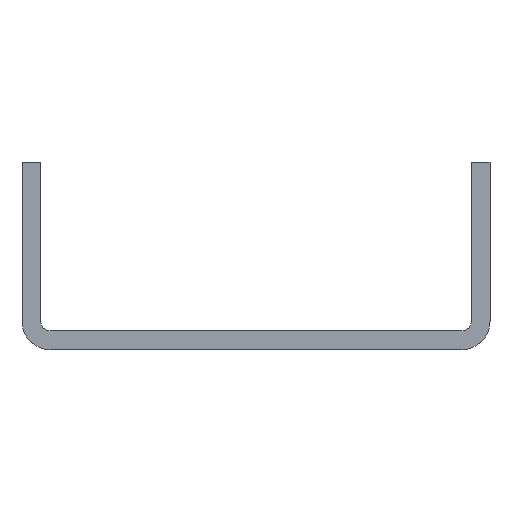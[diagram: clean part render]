
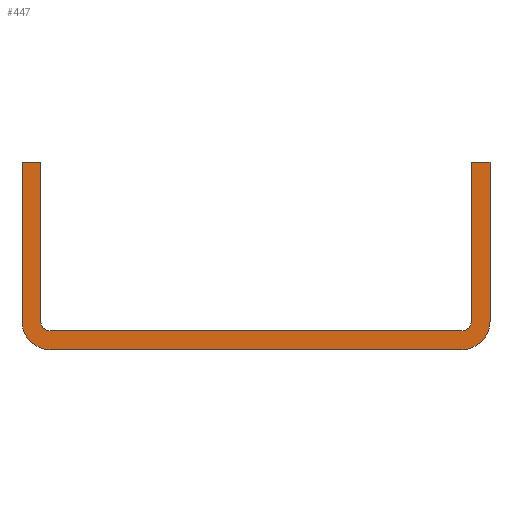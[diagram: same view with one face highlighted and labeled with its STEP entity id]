
A CAD part, front view. The second image highlights one B-rep face of the part: STEP entity #447.
In plain terms, the highlighted planar face has unit normal (0, -1, 0).
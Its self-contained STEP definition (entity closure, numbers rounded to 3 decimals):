
#34=CARTESIAN_POINT('',(25.,-800.,3.));
#35=VERTEX_POINT('',#34);
#50=CARTESIAN_POINT('',(25.,-800.,20.));
#51=VERTEX_POINT('',#50);
#58=CARTESIAN_POINT('',(25.,-800.,-150.));
#59=DIRECTION('',(-0.,0.,1.));
#60=VECTOR('',#59,170.);
#61=LINE('',#58,#60);
#62=EDGE_CURVE('',#35,#51,#61,.T.);
#81=CARTESIAN_POINT('',(23.,-800.,20.));
#82=VERTEX_POINT('',#81);
#89=CARTESIAN_POINT('',(23.,-800.,20.));
#90=DIRECTION('',(1.,0.,0.));
#91=VECTOR('',#90,20.);
#92=LINE('',#89,#91);
#93=EDGE_CURVE('',#82,#51,#92,.T.);
#103=CARTESIAN_POINT('',(23.,-800.,3.));
#104=VERTEX_POINT('',#103);
#113=CARTESIAN_POINT('',(23.,-800.,20.));
#114=DIRECTION('',(0.,0.,-1.));
#115=VECTOR('',#114,170.);
#116=LINE('',#113,#115);
#117=EDGE_CURVE('',#82,#104,#116,.T.);
#134=CARTESIAN_POINT('',(22.,-800.,2.));
#135=VERTEX_POINT('',#134);
#136=CARTESIAN_POINT('',(22.,-800.,3.));
#137=DIRECTION('',(0.,1.,0.));
#138=DIRECTION('',(-0.769,0.,-0.64));
#139=AXIS2_PLACEMENT_3D('',#136,#137,#138);
#140=ELLIPSE('',#139,1.,1.);
#141=EDGE_CURVE('',#104,#135,#140,.T.);
#177=CARTESIAN_POINT('',(22.,-800.,0.));
#178=VERTEX_POINT('',#177);
#179=CARTESIAN_POINT('',(22.,-800.,3.));
#180=DIRECTION('',(0.,-1.,0.));
#181=DIRECTION('',(0.,0.,-1.));
#182=AXIS2_PLACEMENT_3D('',#179,#180,#181);
#183=CIRCLE('',#182,3.);
#184=EDGE_CURVE('',#178,#35,#183,.T.);
#361=CARTESIAN_POINT('',(-22.,-800.,0.));
#362=VERTEX_POINT('',#361);
#363=CARTESIAN_POINT('',(5.,-800.,0.));
#364=DIRECTION('',(1.,0.,-0.));
#365=VECTOR('',#364,440.);
#366=LINE('',#363,#365);
#367=EDGE_CURVE('',#362,#178,#366,.T.);
#386=CARTESIAN_POINT('',(0.,-800.,0.));
#387=DIRECTION('',(0.,-1.,0.));
#388=DIRECTION('',(1.,0.,0.));
#389=AXIS2_PLACEMENT_3D('',#386,#387,#388);
#390=PLANE('',#389);
#391=ORIENTED_EDGE('',*,*,#367,.T.);
#392=ORIENTED_EDGE('',*,*,#184,.T.);
#393=ORIENTED_EDGE('',*,*,#62,.T.);
#394=ORIENTED_EDGE('',*,*,#93,.F.);
#395=ORIENTED_EDGE('',*,*,#117,.T.);
#396=ORIENTED_EDGE('',*,*,#141,.T.);
#397=CARTESIAN_POINT('',(-22.,-800.,2.));
#398=VERTEX_POINT('',#397);
#399=CARTESIAN_POINT('',(445.,-800.,2.));
#400=DIRECTION('',(-1.,0.,0.));
#401=VECTOR('',#400,440.);
#402=LINE('',#399,#401);
#403=EDGE_CURVE('',#135,#398,#402,.T.);
#404=ORIENTED_EDGE('',*,*,#403,.T.);
#405=CARTESIAN_POINT('',(-23.,-800.,3.));
#406=VERTEX_POINT('',#405);
#407=CARTESIAN_POINT('',(-22.,-800.,3.));
#408=DIRECTION('',(0.,1.,0.));
#409=DIRECTION('',(-0.763,0.,-0.646));
#410=AXIS2_PLACEMENT_3D('',#407,#408,#409);
#411=ELLIPSE('',#410,1.,1.);
#412=EDGE_CURVE('',#398,#406,#411,.T.);
#413=ORIENTED_EDGE('',*,*,#412,.T.);
#414=CARTESIAN_POINT('',(-23.,-800.,20.));
#415=VERTEX_POINT('',#414);
#416=CARTESIAN_POINT('',(-23.,-800.,14.734));
#417=DIRECTION('',(0.,0.,1.));
#418=VECTOR('',#417,170.);
#419=LINE('',#416,#418);
#420=EDGE_CURVE('',#406,#415,#419,.T.);
#421=ORIENTED_EDGE('',*,*,#420,.T.);
#422=CARTESIAN_POINT('',(-25.,-800.,20.));
#423=VERTEX_POINT('',#422);
#424=CARTESIAN_POINT('',(-23.,-800.,20.));
#425=DIRECTION('',(-1.,0.,0.));
#426=VECTOR('',#425,20.);
#427=LINE('',#424,#426);
#428=EDGE_CURVE('',#415,#423,#427,.T.);
#429=ORIENTED_EDGE('',*,*,#428,.T.);
#430=CARTESIAN_POINT('',(-25.,-800.,3.));
#431=VERTEX_POINT('',#430);
#432=CARTESIAN_POINT('',(-25.,-800.,184.734));
#433=DIRECTION('',(-0.,0.,-1.));
#434=VECTOR('',#433,170.);
#435=LINE('',#432,#434);
#436=EDGE_CURVE('',#423,#431,#435,.T.);
#437=ORIENTED_EDGE('',*,*,#436,.T.);
#438=CARTESIAN_POINT('',(-22.,-800.,3.));
#439=DIRECTION('',(0.,-1.,0.));
#440=DIRECTION('',(-1.,0.,0.));
#441=AXIS2_PLACEMENT_3D('',#438,#439,#440);
#442=CIRCLE('',#441,3.);
#443=EDGE_CURVE('',#431,#362,#442,.T.);
#444=ORIENTED_EDGE('',*,*,#443,.T.);
#445=EDGE_LOOP('',(#391,#392,#393,#394,#395,#396,#404,#413,#421,#429,#437,#444));
#446=FACE_BOUND('',#445,.T.);
#447=ADVANCED_FACE('',(#446),#390,.T.);
